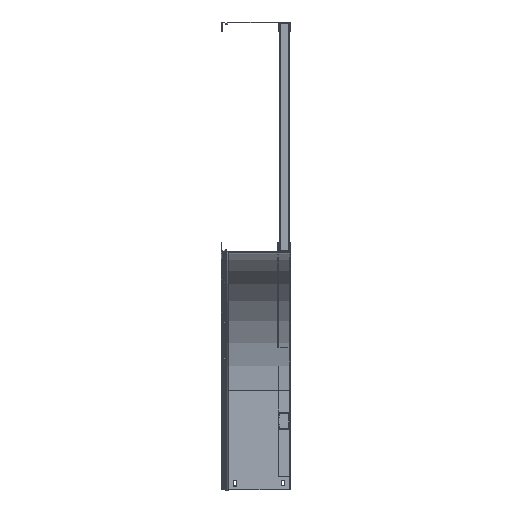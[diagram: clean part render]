
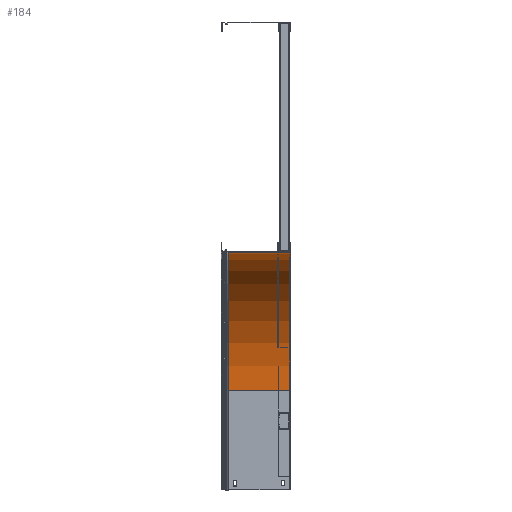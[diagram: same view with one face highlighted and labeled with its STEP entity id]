
A CAD part, left-side view. The second image highlights one B-rep face of the part: STEP entity #184.
In plain terms, the highlighted cylindrical face has radius 300 mm (diameter 600 mm), a partial arc.
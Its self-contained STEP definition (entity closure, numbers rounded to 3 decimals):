
#46 = CARTESIAN_POINT ( 'NONE',  ( 0., 0., 0. ) ) ;
#61 = LINE ( 'NONE', #5350, #4386 ) ;
#93 = DIRECTION ( 'NONE',  ( 1., 0., 0. ) ) ;
#184 = ADVANCED_FACE ( 'NONE', ( #2124 ), #7105, .F. ) ;
#275 = AXIS2_PLACEMENT_3D ( 'NONE', #46, #2843, #5409 ) ;
#1157 = VERTEX_POINT ( 'NONE', #9787 ) ;
#1667 = CARTESIAN_POINT ( 'NONE',  ( 0., 135.525, 0. ) ) ;
#1702 = CARTESIAN_POINT ( 'NONE',  ( 300., 0., 0. ) ) ;
#1884 = VERTEX_POINT ( 'NONE', #6323 ) ;
#2124 = FACE_OUTER_BOUND ( 'NONE', #6208, .T. ) ;
#2183 = ORIENTED_EDGE ( 'NONE', *, *, #7606, .T. ) ;
#2283 = ORIENTED_EDGE ( 'NONE', *, *, #10804, .T. ) ;
#2736 = EDGE_CURVE ( 'NONE', #6056, #1884, #6889, .T. ) ;
#2843 = DIRECTION ( 'NONE',  ( 0., 1., 0. ) ) ;
#3611 = CARTESIAN_POINT ( 'NONE',  ( 0., 0., 0. ) ) ;
#3922 = EDGE_CURVE ( 'NONE', #8416, #1157, #61, .T. ) ;
#4386 = VECTOR ( 'NONE', #8849, 1000. ) ;
#4551 = VECTOR ( 'NONE', #6615, 1000. ) ;
#5350 = CARTESIAN_POINT ( 'NONE',  ( 0., 2.2, -300. ) ) ;
#5351 = ORIENTED_EDGE ( 'NONE', *, *, #2736, .T. ) ;
#5409 = DIRECTION ( 'NONE',  ( 0., 0., 1. ) ) ;
#6025 = AXIS2_PLACEMENT_3D ( 'NONE', #1667, #7784, #10584 ) ;
#6056 = VERTEX_POINT ( 'NONE', #1702 ) ;
#6208 = EDGE_LOOP ( 'NONE', ( #5351, #2283, #9761, #2183 ) ) ;
#6323 = CARTESIAN_POINT ( 'NONE',  ( 300., 135.525, 0. ) ) ;
#6615 = DIRECTION ( 'NONE',  ( 0., 1., 0. ) ) ;
#6889 = LINE ( 'NONE', #10023, #4551 ) ;
#6976 = CARTESIAN_POINT ( 'NONE',  ( 0., 0., -300. ) ) ;
#7105 = CYLINDRICAL_SURFACE ( 'NONE', #275, 300. ) ;
#7239 = AXIS2_PLACEMENT_3D ( 'NONE', #3611, #10729, #93 ) ;
#7606 = EDGE_CURVE ( 'NONE', #8416, #6056, #8481, .T. ) ;
#7784 = DIRECTION ( 'NONE',  ( 0., 1., 0. ) ) ;
#8416 = VERTEX_POINT ( 'NONE', #6976 ) ;
#8481 = CIRCLE ( 'NONE', #7239, 300. ) ;
#8849 = DIRECTION ( 'NONE',  ( 0., 1., 0. ) ) ;
#9761 = ORIENTED_EDGE ( 'NONE', *, *, #3922, .F. ) ;
#9787 = CARTESIAN_POINT ( 'NONE',  ( 0., 135.525, -300. ) ) ;
#10023 = CARTESIAN_POINT ( 'NONE',  ( 300., 2.2, 0. ) ) ;
#10584 = DIRECTION ( 'NONE',  ( 0., 0., 1. ) ) ;
#10729 = DIRECTION ( 'NONE',  ( 0., -1., 0. ) ) ;
#10804 = EDGE_CURVE ( 'NONE', #1884, #1157, #10917, .T. ) ;
#10917 = CIRCLE ( 'NONE', #6025, 300. ) ;
